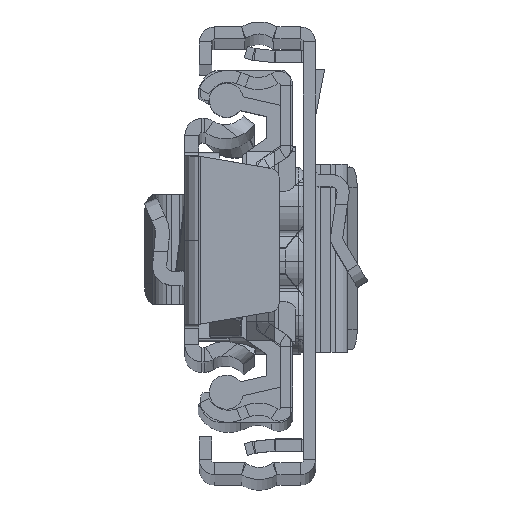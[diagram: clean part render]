
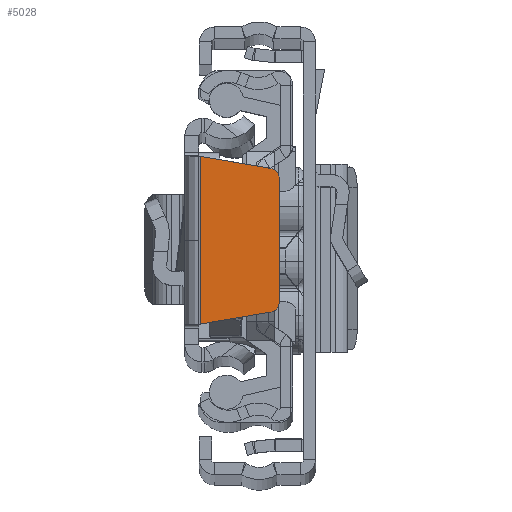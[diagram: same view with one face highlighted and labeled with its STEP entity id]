
A CAD part, top view. The second image highlights one B-rep face of the part: STEP entity #5028.
In plain terms, the highlighted planar face has unit normal (0, 0, 1).
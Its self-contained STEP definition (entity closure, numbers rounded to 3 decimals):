
#159 = CARTESIAN_POINT ( 'NONE',  ( 9.4, -6.156, 0. ) ) ;
#229 = ORIENTED_EDGE ( 'NONE', *, *, #17538, .T. ) ;
#385 = ORIENTED_EDGE ( 'NONE', *, *, #15991, .T. ) ;
#403 = VERTEX_POINT ( 'NONE', #20147 ) ;
#1763 = VECTOR ( 'NONE', #4934, 1000. ) ;
#2369 = ORIENTED_EDGE ( 'NONE', *, *, #17343, .T. ) ;
#2405 = LINE ( 'NONE', #15692, #14458 ) ;
#2490 = CARTESIAN_POINT ( 'NONE',  ( 8.568, -7.142, 0. ) ) ;
#2612 = VERTEX_POINT ( 'NONE', #4814 ) ;
#3075 = CARTESIAN_POINT ( 'NONE',  ( 9.4, 6.156, 0. ) ) ;
#3157 = ORIENTED_EDGE ( 'NONE', *, *, #13576, .T. ) ;
#3370 = CARTESIAN_POINT ( 'NONE',  ( 8.568, 7.142, 0. ) ) ;
#4361 = EDGE_LOOP ( 'NONE', ( #229, #14501, #385, #17923, #2369, #3157 ) ) ;
#4398 = CARTESIAN_POINT ( 'NONE',  ( 8.4, 6.156, 0. ) ) ;
#4512 = VERTEX_POINT ( 'NONE', #3370 ) ;
#4814 = CARTESIAN_POINT ( 'NONE',  ( 1.6, -8.333, 0. ) ) ;
#4934 = DIRECTION ( 'NONE',  ( 0., -1., 0. ) ) ;
#5028 = ADVANCED_FACE ( 'NONE', ( #19583 ), #11201, .F. ) ;
#5602 = CIRCLE ( 'NONE', #10163, 1. ) ;
#6188 = VERTEX_POINT ( 'NONE', #159 ) ;
#6357 = LINE ( 'NONE', #3075, #16107 ) ;
#6566 = CARTESIAN_POINT ( 'NONE',  ( 1.6, -8.333, 0. ) ) ;
#6823 = EDGE_CURVE ( 'NONE', #2612, #15530, #17445, .T. ) ;
#8568 = DIRECTION ( 'NONE',  ( -0.986, 0.168, 0. ) ) ;
#9488 = CARTESIAN_POINT ( 'NONE',  ( 8.568, -7.142, 0. ) ) ;
#10032 = AXIS2_PLACEMENT_3D ( 'NONE', #11515, #13070, #12960 ) ;
#10163 = AXIS2_PLACEMENT_3D ( 'NONE', #4398, #19361, #16293 ) ;
#10215 = CIRCLE ( 'NONE', #21130, 1. ) ;
#11174 = EDGE_CURVE ( 'NONE', #6188, #403, #6357, .T. ) ;
#11201 = PLANE ( 'NONE',  #10032 ) ;
#11405 = LINE ( 'NONE', #6566, #1763 ) ;
#11515 = CARTESIAN_POINT ( 'NONE',  ( 8.4, 6.156, 0. ) ) ;
#12057 = CARTESIAN_POINT ( 'NONE',  ( 8.4, -6.156, 0. ) ) ;
#12960 = DIRECTION ( 'NONE',  ( 1., 0., 0. ) ) ;
#13054 = DIRECTION ( 'NONE',  ( 0., 1., 0. ) ) ;
#13070 = DIRECTION ( 'NONE',  ( 0., 0., -1. ) ) ;
#13493 = DIRECTION ( 'NONE',  ( 0., 0., 1. ) ) ;
#13576 = EDGE_CURVE ( 'NONE', #4512, #13731, #2405, .T. ) ;
#13731 = VERTEX_POINT ( 'NONE', #17784 ) ;
#14458 = VECTOR ( 'NONE', #8568, 1000. ) ;
#14501 = ORIENTED_EDGE ( 'NONE', *, *, #6823, .T. ) ;
#15530 = VERTEX_POINT ( 'NONE', #9488 ) ;
#15692 = CARTESIAN_POINT ( 'NONE',  ( 1.5, 8.35, 0. ) ) ;
#15991 = EDGE_CURVE ( 'NONE', #15530, #6188, #10215, .T. ) ;
#16107 = VECTOR ( 'NONE', #13054, 1000. ) ;
#16293 = DIRECTION ( 'NONE',  ( 1., 0., 0. ) ) ;
#17343 = EDGE_CURVE ( 'NONE', #403, #4512, #5602, .T. ) ;
#17445 = LINE ( 'NONE', #2490, #18575 ) ;
#17538 = EDGE_CURVE ( 'NONE', #13731, #2612, #11405, .T. ) ;
#17784 = CARTESIAN_POINT ( 'NONE',  ( 1.6, 8.333, 0. ) ) ;
#17923 = ORIENTED_EDGE ( 'NONE', *, *, #11174, .T. ) ;
#18575 = VECTOR ( 'NONE', #19099, 1000. ) ;
#19099 = DIRECTION ( 'NONE',  ( 0.986, 0.168, 0. ) ) ;
#19361 = DIRECTION ( 'NONE',  ( 0., 0., 1. ) ) ;
#19583 = FACE_OUTER_BOUND ( 'NONE', #4361, .T. ) ;
#20147 = CARTESIAN_POINT ( 'NONE',  ( 9.4, 6.156, 0. ) ) ;
#20212 = DIRECTION ( 'NONE',  ( 1., 0., 0. ) ) ;
#21130 = AXIS2_PLACEMENT_3D ( 'NONE', #12057, #13493, #20212 ) ;
